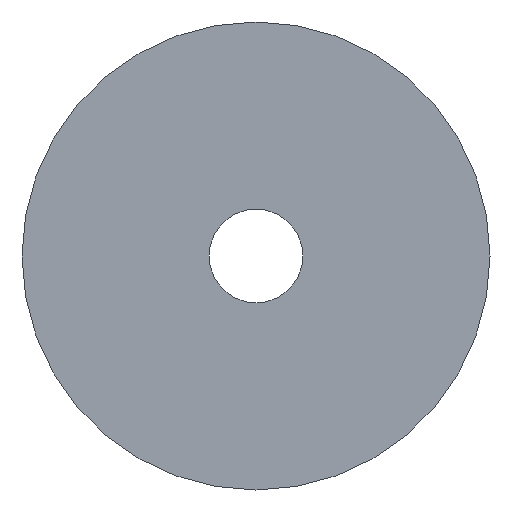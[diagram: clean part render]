
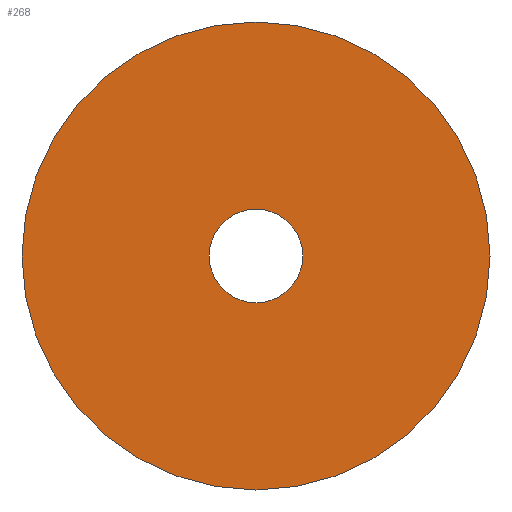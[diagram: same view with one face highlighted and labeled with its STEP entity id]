
A CAD part, front view. The second image highlights one B-rep face of the part: STEP entity #268.
In plain terms, the highlighted planar face has unit normal (0, -1, 0).
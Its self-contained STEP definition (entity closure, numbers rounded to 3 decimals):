
#29 = ORIENTED_EDGE ( 'NONE', *, *, #38, .F. ) ;
#38 = EDGE_CURVE ( 'NONE', #49, #827, #761, .T. ) ;
#49 = VERTEX_POINT ( 'NONE', #718 ) ;
#68 = DIRECTION ( 'NONE',  ( 0., -1., 0. ) ) ;
#84 = EDGE_LOOP ( 'NONE', ( #283, #29 ) ) ;
#87 = EDGE_CURVE ( 'NONE', #827, #49, #128, .T. ) ;
#90 = AXIS2_PLACEMENT_3D ( 'NONE', #600, #618, #416 ) ;
#99 = CIRCLE ( 'NONE', #280, 12.5 ) ;
#128 = CIRCLE ( 'NONE', #386, 2.5 ) ;
#131 = CARTESIAN_POINT ( 'NONE',  ( -12.5, 0., 0. ) ) ;
#140 = DIRECTION ( 'NONE',  ( 1., 0., 0. ) ) ;
#152 = EDGE_LOOP ( 'NONE', ( #411, #406 ) ) ;
#228 = AXIS2_PLACEMENT_3D ( 'NONE', #544, #666, #484 ) ;
#241 = FACE_BOUND ( 'NONE', #84, .T. ) ;
#268 = ADVANCED_FACE ( 'NONE', ( #241, #468 ), #530, .F. ) ;
#280 = AXIS2_PLACEMENT_3D ( 'NONE', #412, #284, #421 ) ;
#282 = VERTEX_POINT ( 'NONE', #593 ) ;
#283 = ORIENTED_EDGE ( 'NONE', *, *, #87, .F. ) ;
#284 = DIRECTION ( 'NONE',  ( 0., -1., 0. ) ) ;
#322 = CARTESIAN_POINT ( 'NONE',  ( -2.5, 0., 0. ) ) ;
#386 = AXIS2_PLACEMENT_3D ( 'NONE', #492, #68, #140 ) ;
#406 = ORIENTED_EDGE ( 'NONE', *, *, #627, .T. ) ;
#411 = ORIENTED_EDGE ( 'NONE', *, *, #846, .T. ) ;
#412 = CARTESIAN_POINT ( 'NONE',  ( 0., 0., 0. ) ) ;
#416 = DIRECTION ( 'NONE',  ( 1., 0., 0. ) ) ;
#421 = DIRECTION ( 'NONE',  ( 1., 0., 0. ) ) ;
#452 = DIRECTION ( 'NONE',  ( -1., 0., 0. ) ) ;
#459 = DIRECTION ( 'NONE',  ( 0., 1., 0. ) ) ;
#468 = FACE_OUTER_BOUND ( 'NONE', #152, .T. ) ;
#484 = DIRECTION ( 'NONE',  ( 1., 0., 0. ) ) ;
#492 = CARTESIAN_POINT ( 'NONE',  ( 0., 0., 0. ) ) ;
#530 = PLANE ( 'NONE',  #547 ) ;
#544 = CARTESIAN_POINT ( 'NONE',  ( 0., 0., 0. ) ) ;
#547 = AXIS2_PLACEMENT_3D ( 'NONE', #322, #459, #452 ) ;
#554 = CARTESIAN_POINT ( 'NONE',  ( 2.5, 0., 0. ) ) ;
#557 = VERTEX_POINT ( 'NONE', #131 ) ;
#593 = CARTESIAN_POINT ( 'NONE',  ( 12.5, 0., 0. ) ) ;
#600 = CARTESIAN_POINT ( 'NONE',  ( 0., 0., 0. ) ) ;
#618 = DIRECTION ( 'NONE',  ( 0., -1., 0. ) ) ;
#619 = CIRCLE ( 'NONE', #90, 12.5 ) ;
#627 = EDGE_CURVE ( 'NONE', #557, #282, #619, .T. ) ;
#666 = DIRECTION ( 'NONE',  ( 0., -1., 0. ) ) ;
#718 = CARTESIAN_POINT ( 'NONE',  ( -2.5, 0., 0. ) ) ;
#761 = CIRCLE ( 'NONE', #228, 2.5 ) ;
#827 = VERTEX_POINT ( 'NONE', #554 ) ;
#846 = EDGE_CURVE ( 'NONE', #282, #557, #99, .T. ) ;
